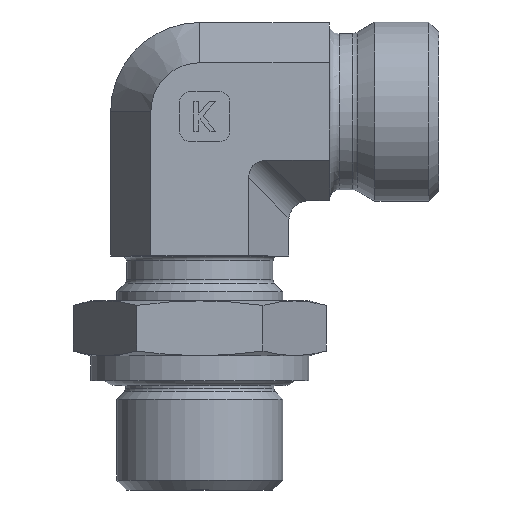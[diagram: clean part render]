
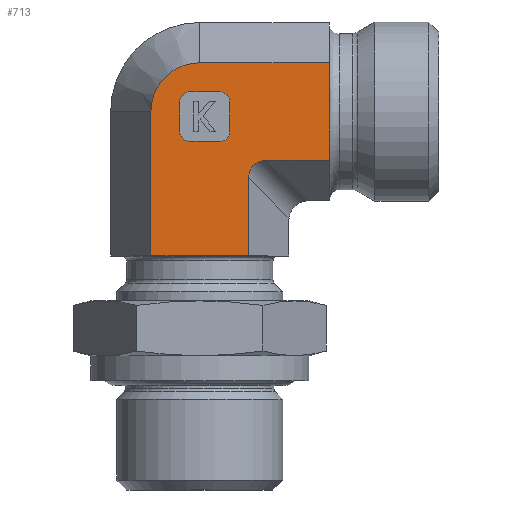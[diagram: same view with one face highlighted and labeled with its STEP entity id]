
A CAD part, left-side view. The second image highlights one B-rep face of the part: STEP entity #713.
In plain terms, the highlighted planar face has unit normal (-1, 0, 0).
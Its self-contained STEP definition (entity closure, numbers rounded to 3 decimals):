
#512=CARTESIAN_POINT('',(-26.321,3.24,2.5));
#513=VERTEX_POINT('',#512);
#520=CARTESIAN_POINT('',(-26.321,13.055,2.5));
#521=VERTEX_POINT('',#520);
#522=CARTESIAN_POINT('',(-26.321,13.055,2.5));
#523=DIRECTION('',(0.0,-1.0,0.0));
#524=VECTOR('',#523,9.815);
#525=LINE('',#522,#524);
#526=EDGE_CURVE('',#521,#513,#525,.T.);
#556=CARTESIAN_POINT('',(-26.321,3.24,0.0));
#557=DIRECTION('',(-1.0,0.0,0.0));
#558=DIRECTION('',(0.0,0.0,1.0));
#559=AXIS2_PLACEMENT_3D('',#556,#557,#558);
#560=PLANE('',#559);
#561=ORIENTED_EDGE('',*,*,#526,.T.);
#562=CARTESIAN_POINT('',(-26.321,3.24,10.36));
#563=VERTEX_POINT('',#562);
#564=CARTESIAN_POINT('',(-26.321,3.24,2.5));
#565=DIRECTION('',(0.0,0.0,1.0));
#566=VECTOR('',#565,7.86);
#567=LINE('',#564,#566);
#568=EDGE_CURVE('',#513,#563,#567,.T.);
#569=ORIENTED_EDGE('',*,*,#568,.T.);
#570=CARTESIAN_POINT('',(-26.321,1.508,12.093));
#571=VERTEX_POINT('',#570);
#572=CARTESIAN_POINT('',(-26.321,0.931,9.783));
#573=DIRECTION('',(-1.0,0.,0.));
#574=DIRECTION('',(0.,0.707,0.707));
#575=AXIS2_PLACEMENT_3D('',#572,#573,#574);
#576=ELLIPSE('',#575,2.582,2.);
#577=EDGE_CURVE('',#571,#563,#576,.T.);
#578=ORIENTED_EDGE('',*,*,#577,.F.);
#579=CARTESIAN_POINT('',(-26.321,-4.852,12.093));
#580=VERTEX_POINT('',#579);
#581=CARTESIAN_POINT('',(-26.321,1.508,12.093));
#582=DIRECTION('',(0.0,-1.0,0.0));
#583=VECTOR('',#582,6.36);
#584=LINE('',#581,#583);
#585=EDGE_CURVE('',#571,#580,#584,.T.);
#586=ORIENTED_EDGE('',*,*,#585,.T.);
#587=CARTESIAN_POINT('',(-26.321,-4.852,14.536));
#588=VERTEX_POINT('',#587);
#589=CARTESIAN_POINT('',(-26.321,-4.852,12.093));
#590=DIRECTION('',(0.0,0.0,1.0));
#591=VECTOR('',#590,2.443);
#592=LINE('',#589,#591);
#593=EDGE_CURVE('',#580,#588,#592,.T.);
#594=ORIENTED_EDGE('',*,*,#593,.T.);
#595=CARTESIAN_POINT('',(-26.321,-4.852,19.464));
#596=VERTEX_POINT('',#595);
#597=CARTESIAN_POINT('',(-26.321,-4.852,14.536));
#598=CARTESIAN_POINT('',(-26.321,-4.852,14.769));
#599=CARTESIAN_POINT('',(-26.321,-4.86,15.048));
#600=CARTESIAN_POINT('',(-26.321,-4.887,15.818));
#601=CARTESIAN_POINT('',(-26.321,-4.915,16.462));
#602=CARTESIAN_POINT('',(-26.321,-4.915,17.538));
#603=CARTESIAN_POINT('',(-26.321,-4.887,18.182));
#604=CARTESIAN_POINT('',(-26.321,-4.86,18.952));
#605=CARTESIAN_POINT('',(-26.321,-4.852,19.231));
#606=CARTESIAN_POINT('',(-26.321,-4.852,19.464));
#607=B_SPLINE_CURVE_WITH_KNOTS('',3,(#597,#598,#599,#600,#601,#602,#603,#604,#605,#606),.UNSPECIFIED.,.F.,.U.,(4,2,2,2,4),(0.782,0.852,1.013,1.174,1.244),.UNSPECIFIED.);
#608=EDGE_CURVE('',#588,#596,#607,.T.);
#609=ORIENTED_EDGE('',*,*,#608,.T.);
#610=CARTESIAN_POINT('',(-26.321,-4.852,21.907));
#611=VERTEX_POINT('',#610);
#612=CARTESIAN_POINT('',(-26.321,-4.852,19.464));
#613=DIRECTION('',(0.0,0.0,1.0));
#614=VECTOR('',#613,2.443);
#615=LINE('',#612,#614);
#616=EDGE_CURVE('',#596,#611,#615,.T.);
#617=ORIENTED_EDGE('',*,*,#616,.T.);
#618=CARTESIAN_POINT('',(-26.321,8.148,21.907));
#619=VERTEX_POINT('',#618);
#620=CARTESIAN_POINT('',(-26.321,8.148,21.907));
#621=DIRECTION('',(0.0,-1.0,0.0));
#622=VECTOR('',#621,13.);
#623=LINE('',#620,#622);
#624=EDGE_CURVE('',#619,#611,#623,.T.);
#625=ORIENTED_EDGE('',*,*,#624,.F.);
#626=CARTESIAN_POINT('',(-26.321,13.055,17.0));
#627=VERTEX_POINT('',#626);
#628=CARTESIAN_POINT('',(-26.321,8.148,17.0));
#629=DIRECTION('',(-1.0,0.0,0.0));
#630=DIRECTION('',(0.0,0.0,1.0));
#631=AXIS2_PLACEMENT_3D('',#628,#629,#630);
#632=CIRCLE('',#631,4.907);
#633=EDGE_CURVE('',#619,#627,#632,.T.);
#634=ORIENTED_EDGE('',*,*,#633,.T.);
#635=CARTESIAN_POINT('',(-26.321,13.055,2.5));
#636=DIRECTION('',(0.0,0.0,1.0));
#637=VECTOR('',#636,14.5);
#638=LINE('',#635,#637);
#639=EDGE_CURVE('',#521,#627,#638,.T.);
#640=ORIENTED_EDGE('',*,*,#639,.F.);
#641=EDGE_LOOP('',(#561,#569,#578,#586,#594,#609,#617,#625,#634,#640));
#642=FACE_OUTER_BOUND('',#641,.T.);
#643=CARTESIAN_POINT('',(-26.321,6.148,14.));
#644=VERTEX_POINT('',#643);
#645=CARTESIAN_POINT('',(-26.321,9.148,14.));
#646=VERTEX_POINT('',#645);
#647=CARTESIAN_POINT('',(-26.321,6.148,14.));
#648=DIRECTION('',(0.0,1.0,0.0));
#649=VECTOR('',#648,3.0);
#650=LINE('',#647,#649);
#651=EDGE_CURVE('',#644,#646,#650,.T.);
#652=ORIENTED_EDGE('',*,*,#651,.T.);
#653=CARTESIAN_POINT('',(-26.321,10.148,15.));
#654=VERTEX_POINT('',#653);
#655=CARTESIAN_POINT('',(-26.321,9.148,15.));
#656=DIRECTION('',(-1.0,0.0,0.0));
#657=DIRECTION('',(0.0,0.707,-0.707));
#658=AXIS2_PLACEMENT_3D('',#655,#656,#657);
#659=CIRCLE('',#658,1.0);
#660=EDGE_CURVE('',#654,#646,#659,.T.);
#661=ORIENTED_EDGE('',*,*,#660,.F.);
#662=CARTESIAN_POINT('',(-26.321,10.148,18.));
#663=VERTEX_POINT('',#662);
#664=CARTESIAN_POINT('',(-26.321,10.148,15.));
#665=DIRECTION('',(0.0,0.0,1.0));
#666=VECTOR('',#665,3.0);
#667=LINE('',#664,#666);
#668=EDGE_CURVE('',#654,#663,#667,.T.);
#669=ORIENTED_EDGE('',*,*,#668,.T.);
#670=CARTESIAN_POINT('',(-26.321,9.148,19.));
#671=VERTEX_POINT('',#670);
#672=CARTESIAN_POINT('',(-26.321,9.148,18.));
#673=DIRECTION('',(-1.0,0.0,0.0));
#674=DIRECTION('',(0.0,0.707,0.707));
#675=AXIS2_PLACEMENT_3D('',#672,#673,#674);
#676=CIRCLE('',#675,1.0);
#677=EDGE_CURVE('',#671,#663,#676,.T.);
#678=ORIENTED_EDGE('',*,*,#677,.F.);
#679=CARTESIAN_POINT('',(-26.321,6.148,19.));
#680=VERTEX_POINT('',#679);
#681=CARTESIAN_POINT('',(-26.321,9.148,19.));
#682=DIRECTION('',(0.0,-1.0,0.0));
#683=VECTOR('',#682,3.);
#684=LINE('',#681,#683);
#685=EDGE_CURVE('',#671,#680,#684,.T.);
#686=ORIENTED_EDGE('',*,*,#685,.T.);
#687=CARTESIAN_POINT('',(-26.321,5.148,18.));
#688=VERTEX_POINT('',#687);
#689=CARTESIAN_POINT('',(-26.321,6.148,18.));
#690=DIRECTION('',(-1.0,0.0,0.0));
#691=DIRECTION('',(0.0,-0.707,0.707));
#692=AXIS2_PLACEMENT_3D('',#689,#690,#691);
#693=CIRCLE('',#692,1.0);
#694=EDGE_CURVE('',#688,#680,#693,.T.);
#695=ORIENTED_EDGE('',*,*,#694,.F.);
#696=CARTESIAN_POINT('',(-26.321,5.148,15.));
#697=VERTEX_POINT('',#696);
#698=CARTESIAN_POINT('',(-26.321,5.148,18.));
#699=DIRECTION('',(0.0,0.0,-1.0));
#700=VECTOR('',#699,3.0);
#701=LINE('',#698,#700);
#702=EDGE_CURVE('',#688,#697,#701,.T.);
#703=ORIENTED_EDGE('',*,*,#702,.T.);
#704=CARTESIAN_POINT('',(-26.321,6.148,15.));
#705=DIRECTION('',(-1.0,0.0,0.0));
#706=DIRECTION('',(0.0,-0.707,-0.707));
#707=AXIS2_PLACEMENT_3D('',#704,#705,#706);
#708=CIRCLE('',#707,1.0);
#709=EDGE_CURVE('',#644,#697,#708,.T.);
#710=ORIENTED_EDGE('',*,*,#709,.F.);
#711=EDGE_LOOP('',(#652,#661,#669,#678,#686,#695,#703,#710));
#712=FACE_BOUND('',#711,.T.);
#713=ADVANCED_FACE('',(#642,#712),#560,.T.);
